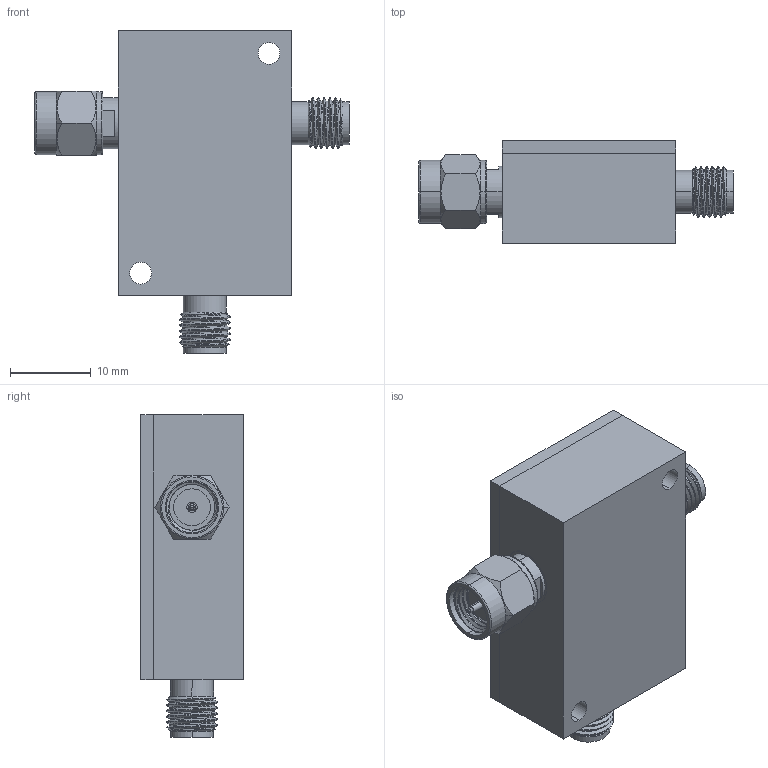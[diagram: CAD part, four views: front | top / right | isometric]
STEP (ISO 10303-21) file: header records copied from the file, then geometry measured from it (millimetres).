
FILE_DESCRIPTION (( 'STEP AP214' ), '1' );
FILE_NAME ('FMBT1654_3D.STEP', '2022-06-26T06:25:02', ( '' ), ( '' ), 'SwSTEP 2.0', 'SolidWorks 2021', '' );
FILE_SCHEMA (( 'AUTOMOTIVE_DESIGN' ));
Length unit declared in the file: inch
Products named in the file (7): Copy of 120-0051-02^PE1654; Copy of 010-2002-00_010-2002-00^PE1654; Copy of SMA COUPLING NUT_108-0010-03^PE1654; Copy of B MALE^PE1654; Copy of B FEMALE^PE1654; FMBT1654_3D; Copy of 120-0049^PE1654
Assembly tree (8 placements, depth 2):
  FMBT1654_3D
    Copy of 120-0049^PE1654
    Copy of B MALE^PE1654
    Copy of B FEMALE^PE1654  x2
    Copy of SMA COUPLING NUT_108-0010-03^PE1654
    Copy of 120-0051-02^PE1654
    Copy of 010-2002-00_010-2002-00^PE1654  x2
Bounding box: 38.86 x 12.7 x 39.88 mm (x, y, z)
Volume: 9840.9 mm3; surface area: 6069.4 mm2
Topology: 8 solids, 8 shells, 433 faces, 1067 edges, 662 vertices
Faces by surface type: cylinder 182, cone 150, plane 79, bspline 22
Entity records: 12178 total; most frequent: CARTESIAN_POINT 5727, ORIENTED_EDGE 1374, DIRECTION 1178, EDGE_CURVE 687, AXIS2_PLACEMENT_3D 463, VERTEX_POINT 431, EDGE_LOOP 308, FACE_OUTER_BOUND 281
